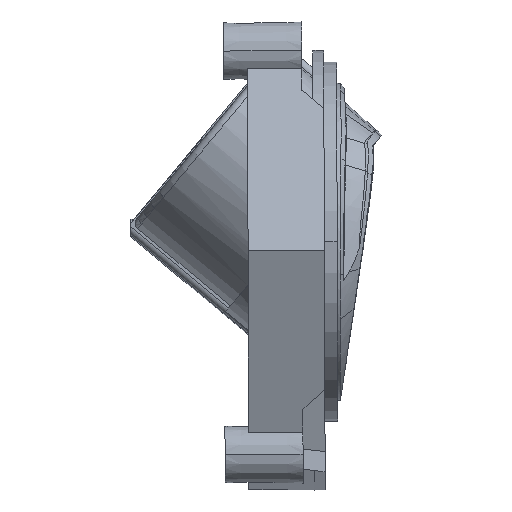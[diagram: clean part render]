
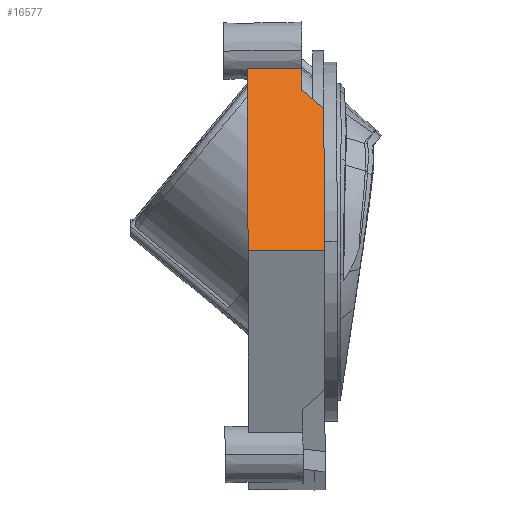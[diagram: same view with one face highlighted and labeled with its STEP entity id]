
A CAD part, left-side view. The second image highlights one B-rep face of the part: STEP entity #16577.
In plain terms, the highlighted planar face has unit normal (-0.866, 0.011, 0.5).
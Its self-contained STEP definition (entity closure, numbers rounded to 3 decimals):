
#3325=DIRECTION('',(-0.5,-0.003,-0.866));
#3326=VECTOR('',#3325,48.265);
#3327=CARTESIAN_POINT('',(-65.051,-82.378,
141.012));
#3328=LINE('',#3327,#3326);
#3741=DIRECTION('',(-0.5,-0.003,-0.866));
#3742=VECTOR('',#3741,61.884);
#3743=CARTESIAN_POINT('',(-58.025,-59.837,
152.71));
#3744=LINE('',#3743,#3742);
#3745=DIRECTION('',(0.5,0.003,0.866));
#3746=VECTOR('',#3745,7.116);
#3747=CARTESIAN_POINT('',(-61.752,-75.858,
146.59));
#3748=LINE('',#3747,#3746);
#3749=DIRECTION('',(0.359,0.709,0.607));
#3750=VECTOR('',#3749,9.193);
#3751=CARTESIAN_POINT('',(-65.051,-82.378,
141.012));
#3752=LINE('',#3751,#3750);
#3753=DIRECTION('',(0.01,1.,-0.004));
#3754=VECTOR('',#3753,22.501);
#3755=CARTESIAN_POINT('',(-89.183,-82.523,
99.214));
#3756=LINE('',#3755,#3754);
#4084=CARTESIAN_POINT('',(-58.025,-59.837,
152.71));
#4085=CARTESIAN_POINT('',(-58.044,-61.607,
152.714));
#4086=CARTESIAN_POINT('',(-58.081,-65.152,
152.724));
#4087=CARTESIAN_POINT('',(-58.137,-70.485,
152.738));
#4088=CARTESIAN_POINT('',(-58.175,-74.051,
152.748));
#4089=CARTESIAN_POINT('',(-58.194,-75.837,
152.753));
#8649=CARTESIAN_POINT('',(-61.752,-75.858,
146.59));
#8651=VERTEX_POINT('',#8649);
#8698=CARTESIAN_POINT('',(-88.967,-60.024,
99.117));
#8699=VERTEX_POINT('',#8698);
#8724=VERTEX_POINT('',#4084);
#8725=VERTEX_POINT('',#4089);
#8770=CARTESIAN_POINT('',(-65.051,-82.378,
141.012));
#8771=VERTEX_POINT('',#8770);
#8772=CARTESIAN_POINT('',(-89.183,-82.523,
99.214));
#8773=VERTEX_POINT('',#8772);
#16560=CARTESIAN_POINT('',(-71.274,-79.215,
130.166));
#16561=DIRECTION('',(-0.866,0.01,0.5));
#16562=DIRECTION('',(-0.5,-0.003,-0.866));
#16563=AXIS2_PLACEMENT_3D('',#16560,#16561,#16562);
#16564=PLANE('',#16563);
#16566=ORIENTED_EDGE('',*,*,#16565,.T.);
#16568=ORIENTED_EDGE('',*,*,#16567,.F.);
#16570=ORIENTED_EDGE('',*,*,#16569,.T.);
#16572=ORIENTED_EDGE('',*,*,#16571,.F.);
#16573=ORIENTED_EDGE('',*,*,#16551,.F.);
#16574=ORIENTED_EDGE('',*,*,#15887,.T.);
#16575=EDGE_LOOP('',(#16566,#16568,#16570,#16572,#16573,#16574));
#16576=FACE_OUTER_BOUND('',#16575,.F.);
#16577=ADVANCED_FACE('',(#16576),#16564,.T.);
#4090=B_SPLINE_CURVE_WITH_KNOTS('',3,(#4084,#4085,#4086,#4087,#4088,#4089),
.UNSPECIFIED.,.F.,.F.,(4,1,1,4),(0.,0.333,0.667,1.),
.UNSPECIFIED.);
#15887=EDGE_CURVE('',#8771,#8773,#3328,.T.);
#16551=EDGE_CURVE('',#8771,#8651,#3752,.T.);
#16565=EDGE_CURVE('',#8773,#8699,#3756,.T.);
#16567=EDGE_CURVE('',#8724,#8699,#3744,.T.);
#16569=EDGE_CURVE('',#8724,#8725,#4090,.T.);
#16571=EDGE_CURVE('',#8651,#8725,#3748,.T.);
